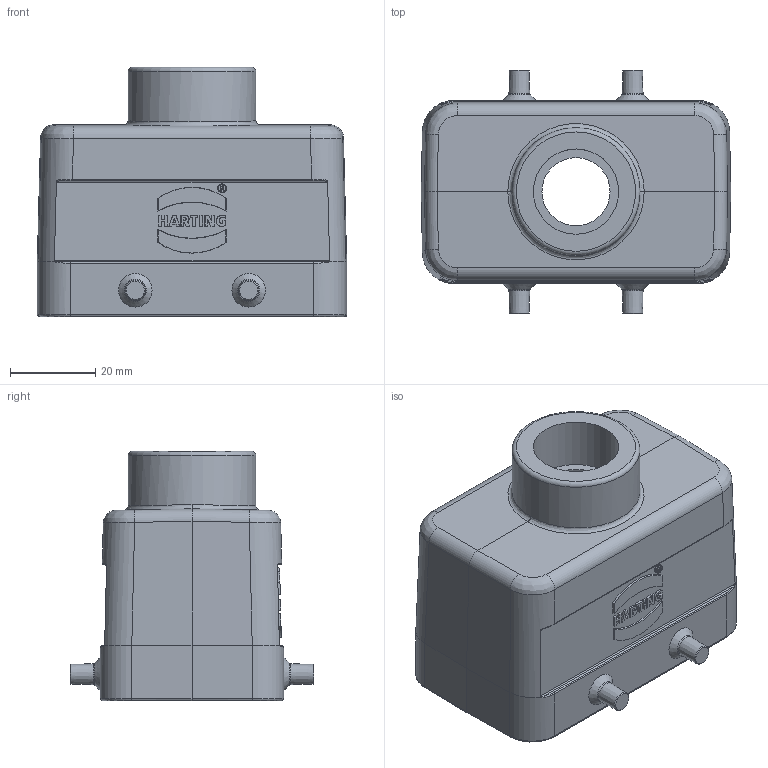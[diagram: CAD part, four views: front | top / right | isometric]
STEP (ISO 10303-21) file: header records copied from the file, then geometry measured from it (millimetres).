
FILE_DESCRIPTION(/* description */ (''),/* implementation_level */ '2;1');
FILE_NAME(/* name */ '100212081ugm000_c.stp',/* time_stamp */ '2017-10-25T12:33:40+02:00',/* author */ (''),/* organization */ (''),/* preprocessor_version */ 'ST-DEVELOPER v16',/* originating_system */ 'SIEMENS PLM Software NX 10.0',/* authorisation */ '');
FILE_SCHEMA (('AUTOMOTIVE_DESIGN { 1 0 10303 214 3 1 1 1 }'));
Length unit declared in the file: millimetre
Products named in the file (1): 100212081ugm000_c
Bounding box: 72.6 x 57.2 x 58.5 mm (x, y, z)
Volume: 47023.7 mm3; surface area: 25993.8 mm2
Topology: 1 solids, 1 shells, 296 faces, 743 edges, 481 vertices
Faces by surface type: plane 149, cylinder 73, bspline 50, cone 14, torus 10
Full cylindrical faces by diameter (mm): 3 x4, 16 x1, 20 x1, 30 x1
Entity records: 11340 total; most frequent: CARTESIAN_POINT 3882, ORIENTED_EDGE 1394, DIRECTION 1303, EDGE_CURVE 697, VERTEX_POINT 456, AXIS2_PLACEMENT_3D 453, LINE 397, VECTOR 397
